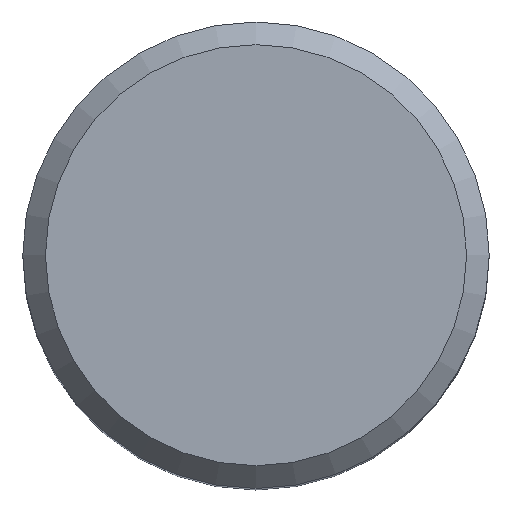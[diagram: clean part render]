
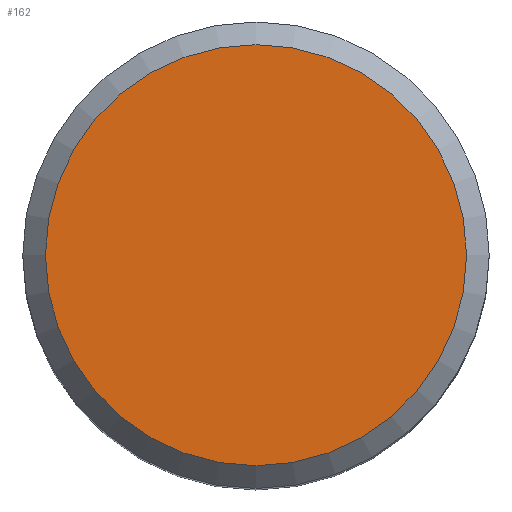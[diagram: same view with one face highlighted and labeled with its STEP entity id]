
A CAD part, top view. The second image highlights one B-rep face of the part: STEP entity #162.
In plain terms, the highlighted planar face has unit normal (0, 0, 1).
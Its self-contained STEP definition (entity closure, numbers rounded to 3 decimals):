
#150=PLANE('',#482);
#151=FACE_OUTER_BOUND('',#226,.T.);
#162=ADVANCED_FACE('',(#151),#150,.T.);
#226=EDGE_LOOP('',(#264));
#264=ORIENTED_EDGE('',*,*,#320,.T.);
#300=VERTEX_POINT('',#624);
#320=EDGE_CURVE('',#300,#300,#339,.T.);
#339=CIRCLE('',#481,14.5);
#481=AXIS2_PLACEMENT_3D('',#623,#539,#540);
#482=AXIS2_PLACEMENT_3D('',#625,#541,#542);
#539=DIRECTION('',(0.,0.,1.));
#540=DIRECTION('',(1.,0.,0.));
#541=DIRECTION('',(0.,0.,1.));
#542=DIRECTION('',(1.,0.,0.));
#623=CARTESIAN_POINT('',(0.,0.,0.));
#624=CARTESIAN_POINT('',(14.5,0.,0.));
#625=CARTESIAN_POINT('',(0.,0.,0.));
